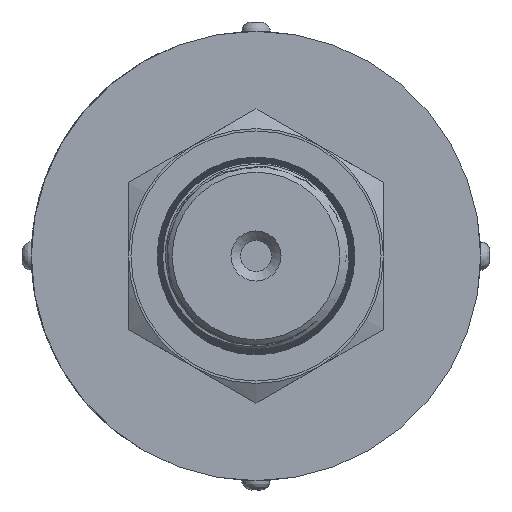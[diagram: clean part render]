
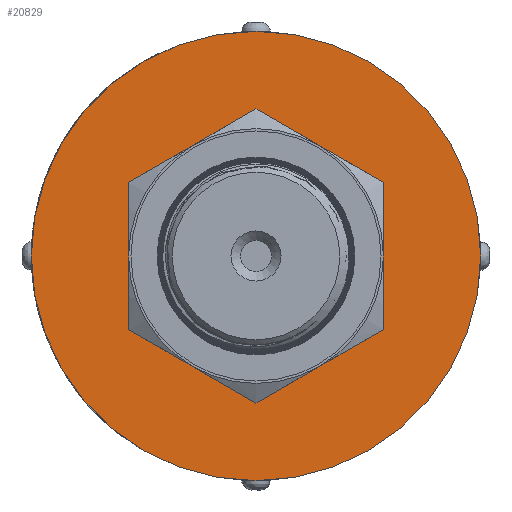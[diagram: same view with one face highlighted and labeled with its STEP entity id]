
A CAD part, left-side view. The second image highlights one B-rep face of the part: STEP entity #20829.
In plain terms, the highlighted face is planar.
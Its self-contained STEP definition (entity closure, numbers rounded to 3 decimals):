
#373=FACE_BOUND('',#2757,.T.);
#1032=PLANE('',#22202);
#1535=FACE_OUTER_BOUND('',#2756,.T.);
#2756=EDGE_LOOP('',(#14790));
#2757=EDGE_LOOP('',(#14791));
#3991=CIRCLE('',#22201,13.25);
#3992=CIRCLE('',#22203,23.813);
#8851=VERTEX_POINT('',#36433);
#8852=VERTEX_POINT('',#36437);
#11153=EDGE_CURVE('',#8851,#8851,#3991,.T.);
#11154=EDGE_CURVE('',#8852,#8852,#3992,.T.);
#14790=ORIENTED_EDGE('',*,*,#11154,.F.);
#14791=ORIENTED_EDGE('',*,*,#11153,.T.);
#20829=ADVANCED_FACE('',(#1535,#373),#1032,.T.);
#22201=AXIS2_PLACEMENT_3D('',#36435,#23670,#23671);
#22202=AXIS2_PLACEMENT_3D('',#36436,#23672,#23673);
#22203=AXIS2_PLACEMENT_3D('',#36438,#23674,#23675);
#23670=DIRECTION('center_axis',(-1.,0.,0.));
#23671=DIRECTION('ref_axis',(0.,0.,
1.));
#23672=DIRECTION('center_axis',(1.,0.,0.));
#23673=DIRECTION('ref_axis',(0.,0.,
-1.));
#23674=DIRECTION('center_axis',(-1.,0.,0.));
#23675=DIRECTION('ref_axis',(0.,0.,
1.));
#36433=CARTESIAN_POINT('',(34.,-13.25,0.));
#36435=CARTESIAN_POINT('Origin',(34.,0.,0.));
#36436=CARTESIAN_POINT('Origin',(34.,23.813,0.));
#36437=CARTESIAN_POINT('',(34.,-23.813,0.));
#36438=CARTESIAN_POINT('Origin',(34.,0.,0.));
